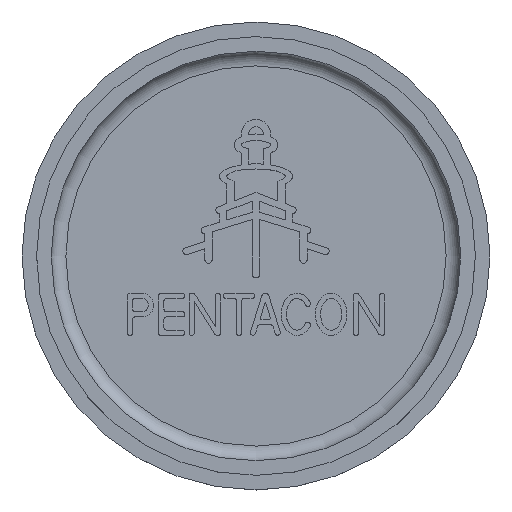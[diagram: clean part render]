
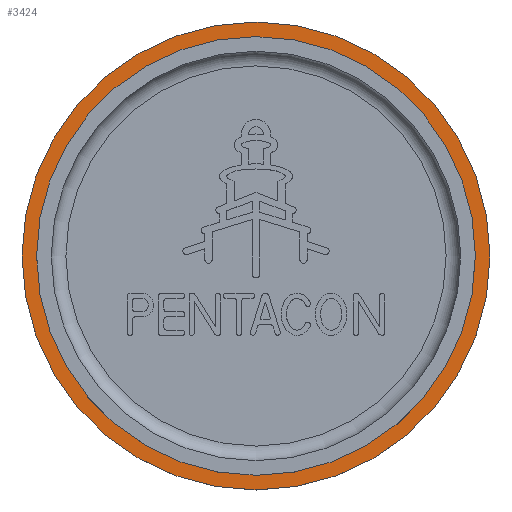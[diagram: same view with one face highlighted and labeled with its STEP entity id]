
A CAD part, top view. The second image highlights one B-rep face of the part: STEP entity #3424.
In plain terms, the highlighted planar face has unit normal (0, 0, 1).
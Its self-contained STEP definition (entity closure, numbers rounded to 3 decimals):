
#130=PLANE('',#3750);
#1649=ORIENTED_EDGE('',*,*,#2290,.F.);
#1650=ORIENTED_EDGE('',*,*,#2292,.T.);
#2290=EDGE_CURVE('',#2620,#2620,#2756,.T.);
#2292=EDGE_CURVE('',#2622,#2622,#2758,.T.);
#2620=VERTEX_POINT('',#6138);
#2622=VERTEX_POINT('',#6144);
#2756=CIRCLE('',#3747,30.);
#2758=CIRCLE('',#3751,32.);
#2950=EDGE_LOOP('',(#1649));
#2951=EDGE_LOOP('',(#1650));
#3160=FACE_BOUND('',#2950,.T.);
#3161=FACE_BOUND('',#2951,.T.);
#3424=ADVANCED_FACE('',(#3160,#3161),#130,.T.);
#3747=AXIS2_PLACEMENT_3D('',#6137,#4681,#4682);
#3750=AXIS2_PLACEMENT_3D('',#6142,#4687,#4688);
#3751=AXIS2_PLACEMENT_3D('',#6143,#4689,#4690);
#4681=DIRECTION('',(0.,0.,1.));
#4682=DIRECTION('',(1.,0.,0.));
#4687=DIRECTION('',(0.,0.,1.));
#4688=DIRECTION('',(1.,0.,0.));
#4689=DIRECTION('',(0.,0.,1.));
#4690=DIRECTION('',(1.,0.,0.));
#6137=CARTESIAN_POINT('',(0.,0.,-2.));
#6138=CARTESIAN_POINT('',(30.,0.,-2.));
#6142=CARTESIAN_POINT('',(0.,0.,-2.));
#6143=CARTESIAN_POINT('',(0.,0.,-2.));
#6144=CARTESIAN_POINT('',(32.,0.,-2.));
